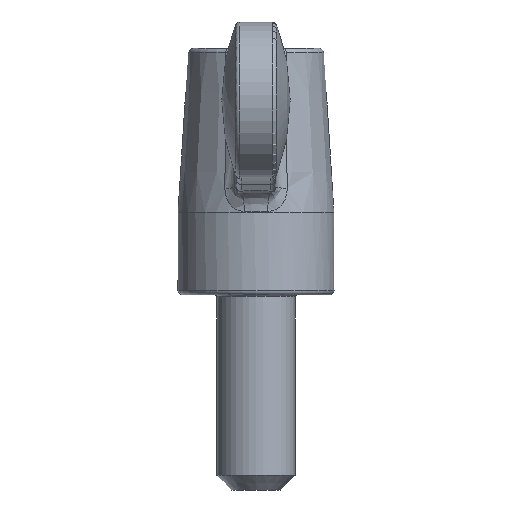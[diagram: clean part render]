
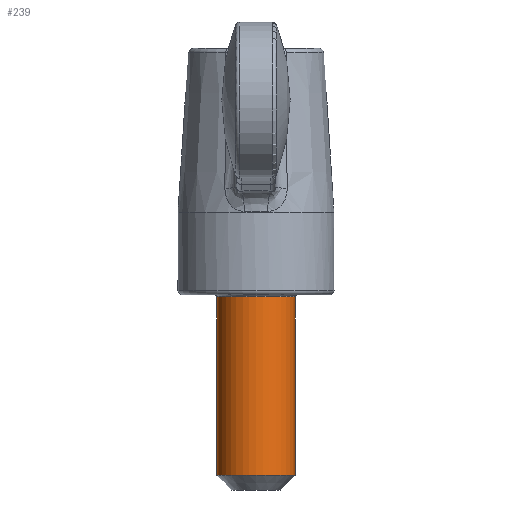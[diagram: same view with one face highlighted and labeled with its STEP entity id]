
A CAD part, left-side view. The second image highlights one B-rep face of the part: STEP entity #239.
In plain terms, the highlighted cylindrical face has radius 4 mm (diameter 8 mm), a full revolution.
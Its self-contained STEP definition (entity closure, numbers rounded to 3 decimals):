
#239 = ADVANCED_FACE( '', ( #552, #553 ), #554, .T. );
#552 = FACE_OUTER_BOUND( '', #2114, .T. );
#553 = FACE_OUTER_BOUND( '', #2115, .T. );
#554 = CYLINDRICAL_SURFACE( '', #2116, 4. );
#2114 = EDGE_LOOP( '', ( #5187 ) );
#2115 = EDGE_LOOP( '', ( #5188 ) );
#2116 = AXIS2_PLACEMENT_3D( '', #5189, #5190, #5191 );
#5187 = ORIENTED_EDGE( '', *, *, #5896, .T. );
#5188 = ORIENTED_EDGE( '', *, *, #5873, .T. );
#5189 = CARTESIAN_POINT( '', ( 0., 0., -97. ) );
#5190 = DIRECTION( '', ( 0., 0., -1. ) );
#5191 = DIRECTION( '', ( 1., 0., 0. ) );
#5873 = EDGE_CURVE( '', #6356, #6356, #6357, .T. );
#5896 = EDGE_CURVE( '', #6387, #6387, #6388, .F. );
#6356 = VERTEX_POINT( '', #7821 );
#6357 = CIRCLE( '', #7822, 4. );
#6387 = VERTEX_POINT( '', #7956 );
#6388 = CIRCLE( '', #7957, 4. );
#7821 = CARTESIAN_POINT( '', ( 4., 0., -38.5 ) );
#7822 = AXIS2_PLACEMENT_3D( '', #9102, #9103, #9104 );
#7956 = CARTESIAN_POINT( '', ( 4., 0., -20.2 ) );
#7957 = AXIS2_PLACEMENT_3D( '', #9126, #9127, #9128 );
#9102 = CARTESIAN_POINT( '', ( 0., 0., -38.5 ) );
#9103 = DIRECTION( '', ( 0., 0., 1. ) );
#9104 = DIRECTION( '', ( 1., 0., 0. ) );
#9126 = CARTESIAN_POINT( '', ( 0., 0., -20.2 ) );
#9127 = DIRECTION( '', ( 0., 0., 1. ) );
#9128 = DIRECTION( '', ( 1., 0., 0. ) );
